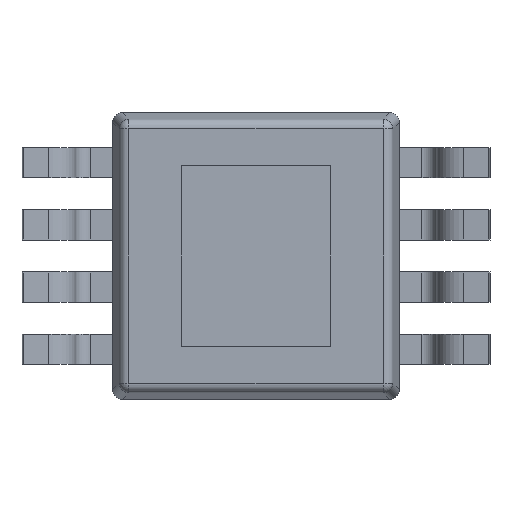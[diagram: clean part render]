
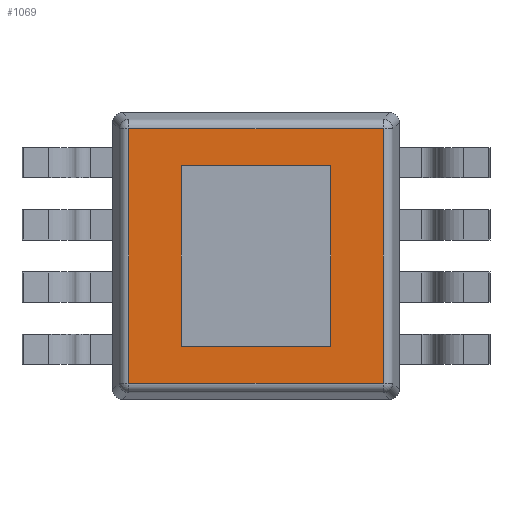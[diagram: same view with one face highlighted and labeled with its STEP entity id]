
A CAD part, front view. The second image highlights one B-rep face of the part: STEP entity #1069.
In plain terms, the highlighted planar face has unit normal (0, -1, 0).
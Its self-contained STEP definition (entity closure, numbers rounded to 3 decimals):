
#29=DIRECTION('',(0.,0.,-1.));
#30=VECTOR('',#29,2.668);
#31=CARTESIAN_POINT('',(-1.334,-0.55,1.334));
#32=LINE('',#31,#30);
#37=DIRECTION('',(-1.,0.,0.));
#38=VECTOR('',#37,2.668);
#39=CARTESIAN_POINT('',(1.334,-0.55,1.334));
#40=LINE('',#39,#38);
#44=DIRECTION('',(0.,0.,1.));
#45=VECTOR('',#44,2.668);
#46=CARTESIAN_POINT('',(1.334,-0.55,-1.334));
#47=LINE('',#46,#45);
#51=DIRECTION('',(1.,0.,0.));
#52=VECTOR('',#51,2.668);
#53=CARTESIAN_POINT('',(-1.334,-0.55,-1.334));
#54=LINE('',#53,#52);
#58=DIRECTION('',(1.,0.,0.));
#59=VECTOR('',#58,1.57);
#60=CARTESIAN_POINT('',(-0.785,-0.55,0.945));
#61=LINE('',#60,#59);
#65=DIRECTION('',(0.,0.,1.));
#66=VECTOR('',#65,1.89);
#67=CARTESIAN_POINT('',(-0.785,-0.55,-0.945));
#68=LINE('',#67,#66);
#72=DIRECTION('',(-1.,0.,0.));
#73=VECTOR('',#72,1.57);
#74=CARTESIAN_POINT('',(0.785,-0.55,-0.945));
#75=LINE('',#74,#73);
#79=DIRECTION('',(0.,0.,-1.));
#80=VECTOR('',#79,1.89);
#81=CARTESIAN_POINT('',(0.785,-0.55,0.945));
#82=LINE('',#81,#80);
#932=CARTESIAN_POINT('',(-1.334,-0.55,1.334));
#933=CARTESIAN_POINT('',(-1.334,-0.55,-1.334));
#934=VERTEX_POINT('',#932);
#935=VERTEX_POINT('',#933);
#988=CARTESIAN_POINT('',(1.334,-0.55,-1.334));
#989=VERTEX_POINT('',#988);
#990=CARTESIAN_POINT('',(1.334,-0.55,1.334));
#991=VERTEX_POINT('',#990);
#1036=CARTESIAN_POINT('',(-0.785,-0.55,0.945));
#1037=CARTESIAN_POINT('',(0.785,-0.55,0.945));
#1038=VERTEX_POINT('',#1036);
#1039=VERTEX_POINT('',#1037);
#1040=CARTESIAN_POINT('',(0.785,-0.55,-0.945));
#1041=VERTEX_POINT('',#1040);
#1042=CARTESIAN_POINT('',(-0.785,-0.55,-0.945));
#1043=VERTEX_POINT('',#1042);
#1044=CARTESIAN_POINT('',(0.,-0.55,0.));
#1045=DIRECTION('',(0.,1.,0.));
#1046=DIRECTION('',(1.,0.,0.));
#1047=AXIS2_PLACEMENT_3D('',#1044,#1045,#1046);
#1048=PLANE('',#1047);
#1050=ORIENTED_EDGE('',*,*,#1049,.F.);
#1052=ORIENTED_EDGE('',*,*,#1051,.F.);
#1054=ORIENTED_EDGE('',*,*,#1053,.F.);
#1056=ORIENTED_EDGE('',*,*,#1055,.F.);
#1057=EDGE_LOOP('',(#1050,#1052,#1054,#1056));
#1058=FACE_OUTER_BOUND('',#1057,.F.);
#1060=ORIENTED_EDGE('',*,*,#1059,.F.);
#1062=ORIENTED_EDGE('',*,*,#1061,.F.);
#1064=ORIENTED_EDGE('',*,*,#1063,.F.);
#1066=ORIENTED_EDGE('',*,*,#1065,.F.);
#1067=EDGE_LOOP('',(#1060,#1062,#1064,#1066));
#1068=FACE_BOUND('',#1067,.F.);
#1049=EDGE_CURVE('',#934,#935,#32,.T.);
#1051=EDGE_CURVE('',#991,#934,#40,.T.);
#1053=EDGE_CURVE('',#989,#991,#47,.T.);
#1055=EDGE_CURVE('',#935,#989,#54,.T.);
#1059=EDGE_CURVE('',#1038,#1039,#61,.T.);
#1061=EDGE_CURVE('',#1043,#1038,#68,.T.);
#1063=EDGE_CURVE('',#1041,#1043,#75,.T.);
#1065=EDGE_CURVE('',#1039,#1041,#82,.T.);
#1069=ADVANCED_FACE('',(#1058,#1068),#1048,.F.);
